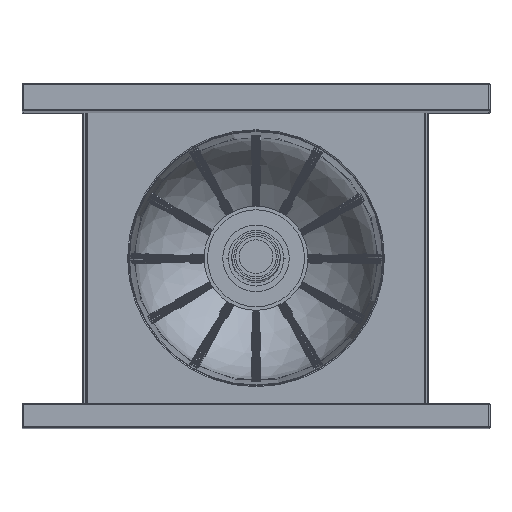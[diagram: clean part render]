
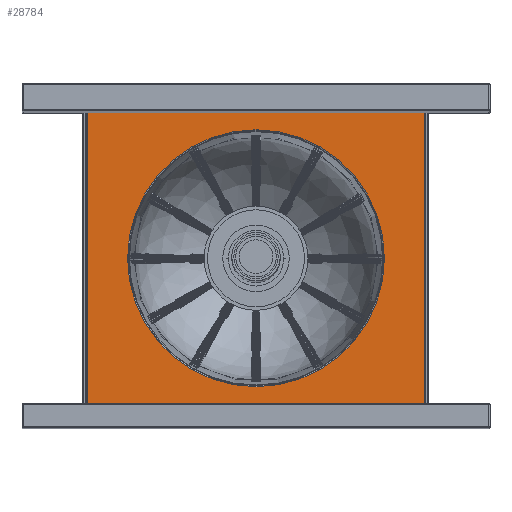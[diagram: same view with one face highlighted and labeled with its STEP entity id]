
A CAD part, top view. The second image highlights one B-rep face of the part: STEP entity #28784.
In plain terms, the highlighted planar face has unit normal (0, 0, 1).
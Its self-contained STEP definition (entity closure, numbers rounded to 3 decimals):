
#2368=LINE('',#67109,#2583);
#2369=LINE('',#67113,#2584);
#2374=LINE('',#67130,#2589);
#2375=LINE('',#67131,#2590);
#2583=VECTOR('',#42356,1000.);
#2584=VECTOR('',#42361,1000.);
#2589=VECTOR('',#42376,1000.);
#2590=VECTOR('',#42377,1000.);
#3804=PLANE('',#33710);
#9280=ORIENTED_EDGE('',*,*,#12222,.T.);
#9281=ORIENTED_EDGE('',*,*,#12213,.T.);
#9282=ORIENTED_EDGE('',*,*,#12223,.T.);
#9283=ORIENTED_EDGE('',*,*,#12215,.T.);
#9284=ORIENTED_EDGE('',*,*,#12224,.F.);
#12213=EDGE_CURVE('',#14863,#14862,#2368,.T.);
#12215=EDGE_CURVE('',#14864,#14865,#2369,.F.);
#12222=EDGE_CURVE('',#14870,#14870,#16698,.F.);
#12223=EDGE_CURVE('',#14862,#14864,#2374,.T.);
#12224=EDGE_CURVE('',#14863,#14865,#2375,.T.);
#14862=VERTEX_POINT('',#67108);
#14863=VERTEX_POINT('',#67110);
#14864=VERTEX_POINT('',#67114);
#14865=VERTEX_POINT('',#67115);
#14870=VERTEX_POINT('',#67129);
#16698=CIRCLE('',#33711,37.05);
#21439=EDGE_LOOP('',(#9280));
#21440=EDGE_LOOP('',(#9281,#9282,#9283,#9284));
#26219=FACE_BOUND('',#21439,.T.);
#26220=FACE_BOUND('',#21440,.T.);
#28784=ADVANCED_FACE('',(#26219,#26220),#3804,.T.);
#33710=AXIS2_PLACEMENT_3D('',#67127,#42372,#42373);
#33711=AXIS2_PLACEMENT_3D('',#67128,#42374,#42375);
#42356=DIRECTION('',(0.,1.,0.));
#42361=DIRECTION('',(0.,1.,0.));
#42372=DIRECTION('',(0.,0.,1.));
#42373=DIRECTION('',(1.,0.,0.));
#42374=DIRECTION('',(0.,0.,1.));
#42375=DIRECTION('',(1.,0.,0.));
#42376=DIRECTION('',(-1.,0.,0.));
#42377=DIRECTION('',(-1.,0.,0.));
#67108=CARTESIAN_POINT('',(308.588,-9.,146.262));
#67109=CARTESIAN_POINT('',(308.588,-57.,146.262));
#67110=CARTESIAN_POINT('',(308.588,-93.,146.262));
#67113=CARTESIAN_POINT('',(211.291,-57.,146.262));
#67114=CARTESIAN_POINT('',(211.291,-9.,146.262));
#67115=CARTESIAN_POINT('',(211.291,-93.,146.262));
#67127=CARTESIAN_POINT('',(260.,-57.,146.262));
#67128=CARTESIAN_POINT('',(260.,-51.,146.262));
#67129=CARTESIAN_POINT('',(297.05,-51.,146.262));
#67130=CARTESIAN_POINT('',(260.,-9.,146.262));
#67131=CARTESIAN_POINT('',(260.,-93.,146.262));
